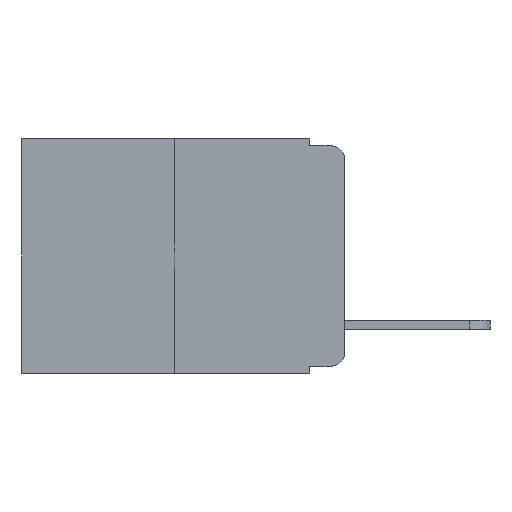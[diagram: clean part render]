
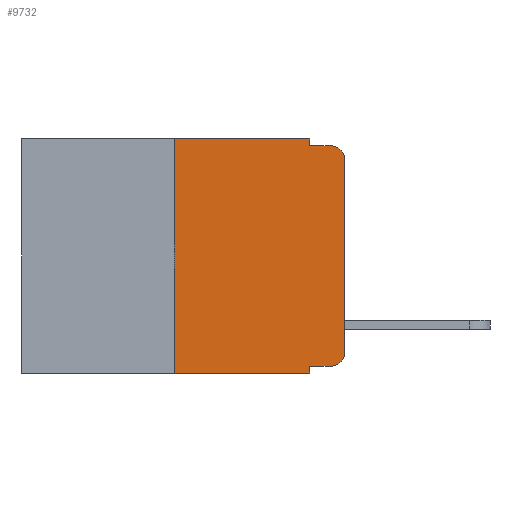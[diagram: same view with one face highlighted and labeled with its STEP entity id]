
A CAD part, left-side view. The second image highlights one B-rep face of the part: STEP entity #9732.
In plain terms, the highlighted planar face has unit normal (-1, 0, 0).
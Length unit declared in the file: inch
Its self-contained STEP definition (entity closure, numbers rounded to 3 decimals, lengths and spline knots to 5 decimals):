
#176 = VECTOR ( 'NONE', #5343, 39.37008 ) ;
#412 = VERTEX_POINT ( 'NONE', #1487 ) ;
#639 = VERTEX_POINT ( 'NONE', #11194 ) ;
#751 = CIRCLE ( 'NONE', #2632, 0.02 ) ;
#939 = DIRECTION ( 'NONE',  ( 0., -1., 0. ) ) ;
#1046 = VECTOR ( 'NONE', #939, 39.37008 ) ;
#1458 = DIRECTION ( 'NONE',  ( 0., 0., -1. ) ) ;
#1487 = CARTESIAN_POINT ( 'NONE',  ( 0., 0.051, 0. ) ) ;
#1563 = LINE ( 'NONE', #2214, #9580 ) ;
#1631 = ORIENTED_EDGE ( 'NONE', *, *, #3604, .F. ) ;
#1639 = EDGE_CURVE ( 'NONE', #6611, #10437, #2713, .T. ) ;
#2002 = DIRECTION ( 'NONE',  ( 0., 0., 1. ) ) ;
#2214 = CARTESIAN_POINT ( 'NONE',  ( 0., 0.473, 0. ) ) ;
#2250 = LINE ( 'NONE', #6271, #176 ) ;
#2279 = CARTESIAN_POINT ( 'NONE',  ( 0., 0.473, 0. ) ) ;
#2398 = DIRECTION ( 'NONE',  ( 0., -1., 0. ) ) ;
#2409 = CARTESIAN_POINT ( 'NONE',  ( 0., 0.02, -0.01 ) ) ;
#2632 = AXIS2_PLACEMENT_3D ( 'NONE', #4231, #9838, #10874 ) ;
#2639 = VERTEX_POINT ( 'NONE', #11318 ) ;
#2713 = LINE ( 'NONE', #6747, #8689 ) ;
#2884 = LINE ( 'NONE', #11161, #8561 ) ;
#3277 = EDGE_CURVE ( 'NONE', #412, #2639, #7911, .T. ) ;
#3289 = EDGE_LOOP ( 'NONE', ( #11592, #12050, #11825, #3916, #8583, #8479, #3799, #1631, #8837, #10434 ) ) ;
#3562 = VERTEX_POINT ( 'NONE', #6460 ) ;
#3604 = EDGE_CURVE ( 'NONE', #4883, #7921, #12016, .T. ) ;
#3678 = EDGE_CURVE ( 'NONE', #6611, #7921, #6100, .T. ) ;
#3799 = ORIENTED_EDGE ( 'NONE', *, *, #3678, .T. ) ;
#3916 = ORIENTED_EDGE ( 'NONE', *, *, #3277, .F. ) ;
#4231 = CARTESIAN_POINT ( 'NONE',  ( 0., 0.02, -0.313 ) ) ;
#4255 = CARTESIAN_POINT ( 'NONE',  ( 0., 0.051, -0.343 ) ) ;
#4488 = EDGE_CURVE ( 'NONE', #639, #3562, #751, .T. ) ;
#4529 = AXIS2_PLACEMENT_3D ( 'NONE', #2279, #7143, #1458 ) ;
#4883 = VERTEX_POINT ( 'NONE', #6810 ) ;
#5002 = DIRECTION ( 'NONE',  ( 0., 0., -1. ) ) ;
#5155 = CARTESIAN_POINT ( 'NONE',  ( 0., 0.02, -0.03 ) ) ;
#5251 = CARTESIAN_POINT ( 'NONE',  ( 0., 0.051, -0.01 ) ) ;
#5283 = VECTOR ( 'NONE', #2398, 39.37008 ) ;
#5343 = DIRECTION ( 'NONE',  ( 0., -1., 0. ) ) ;
#5344 = VECTOR ( 'NONE', #8496, 39.37008 ) ;
#6100 = LINE ( 'NONE', #9359, #1046 ) ;
#6145 = PLANE ( 'NONE',  #4529 ) ;
#6271 = CARTESIAN_POINT ( 'NONE',  ( 0., 0.051, -0.333 ) ) ;
#6460 = CARTESIAN_POINT ( 'NONE',  ( 0., 0., -0.313 ) ) ;
#6474 = DIRECTION ( 'NONE',  ( 0., 0., 1. ) ) ;
#6611 = VERTEX_POINT ( 'NONE', #10627 ) ;
#6747 = CARTESIAN_POINT ( 'NONE',  ( 0., 0.25, 0. ) ) ;
#6810 = CARTESIAN_POINT ( 'NONE',  ( 0., 0.051, -0.333 ) ) ;
#6815 = EDGE_CURVE ( 'NONE', #4883, #639, #2250, .T. ) ;
#6853 = DIRECTION ( 'NONE',  ( 0., 0., -1. ) ) ;
#6893 = CARTESIAN_POINT ( 'NONE',  ( 0., 0.25, 0. ) ) ;
#7143 = DIRECTION ( 'NONE',  ( 1., 0., 0. ) ) ;
#7606 = VECTOR ( 'NONE', #6853, 39.37008 ) ;
#7832 = LINE ( 'NONE', #5251, #5283 ) ;
#7873 = DIRECTION ( 'NONE',  ( 0., -1., 0. ) ) ;
#7911 = LINE ( 'NONE', #8836, #7606 ) ;
#7921 = VERTEX_POINT ( 'NONE', #4255 ) ;
#8072 = VERTEX_POINT ( 'NONE', #9148 ) ;
#8251 = CARTESIAN_POINT ( 'NONE',  ( 0., 0.051, 0. ) ) ;
#8479 = ORIENTED_EDGE ( 'NONE', *, *, #1639, .F. ) ;
#8496 = DIRECTION ( 'NONE',  ( 0., 0., -1. ) ) ;
#8561 = VECTOR ( 'NONE', #6474, 39.37008 ) ;
#8583 = ORIENTED_EDGE ( 'NONE', *, *, #11130, .F. ) ;
#8689 = VECTOR ( 'NONE', #2002, 39.37008 ) ;
#8836 = CARTESIAN_POINT ( 'NONE',  ( 0., 0.051, 0. ) ) ;
#8837 = ORIENTED_EDGE ( 'NONE', *, *, #6815, .T. ) ;
#9013 = FACE_OUTER_BOUND ( 'NONE', #3289, .T. ) ;
#9148 = CARTESIAN_POINT ( 'NONE',  ( 0., 0., -0.03 ) ) ;
#9359 = CARTESIAN_POINT ( 'NONE',  ( 0., 0.473, -0.343 ) ) ;
#9580 = VECTOR ( 'NONE', #7873, 39.37008 ) ;
#9732 = ADVANCED_FACE ( 'NONE', ( #9013 ), #6145, .F. ) ;
#9808 = DIRECTION ( 'NONE',  ( -1., 0., 0. ) ) ;
#9838 = DIRECTION ( 'NONE',  ( -1., 0., 0. ) ) ;
#9959 = AXIS2_PLACEMENT_3D ( 'NONE', #5155, #9808, #5002 ) ;
#10114 = EDGE_CURVE ( 'NONE', #3562, #8072, #2884, .T. ) ;
#10434 = ORIENTED_EDGE ( 'NONE', *, *, #4488, .T. ) ;
#10437 = VERTEX_POINT ( 'NONE', #6893 ) ;
#10462 = EDGE_CURVE ( 'NONE', #2639, #11688, #7832, .T. ) ;
#10627 = CARTESIAN_POINT ( 'NONE',  ( 0., 0.25, -0.343 ) ) ;
#10767 = CIRCLE ( 'NONE', #9959, 0.02 ) ;
#10874 = DIRECTION ( 'NONE',  ( 0., 0., -1. ) ) ;
#11017 = EDGE_CURVE ( 'NONE', #8072, #11688, #10767, .T. ) ;
#11130 = EDGE_CURVE ( 'NONE', #10437, #412, #1563, .T. ) ;
#11161 = CARTESIAN_POINT ( 'NONE',  ( 0., 0., 0. ) ) ;
#11194 = CARTESIAN_POINT ( 'NONE',  ( 0., 0.02, -0.333 ) ) ;
#11318 = CARTESIAN_POINT ( 'NONE',  ( 0., 0.051, -0.01 ) ) ;
#11592 = ORIENTED_EDGE ( 'NONE', *, *, #10114, .T. ) ;
#11688 = VERTEX_POINT ( 'NONE', #2409 ) ;
#11825 = ORIENTED_EDGE ( 'NONE', *, *, #10462, .F. ) ;
#12016 = LINE ( 'NONE', #8251, #5344 ) ;
#12050 = ORIENTED_EDGE ( 'NONE', *, *, #11017, .T. ) ;
